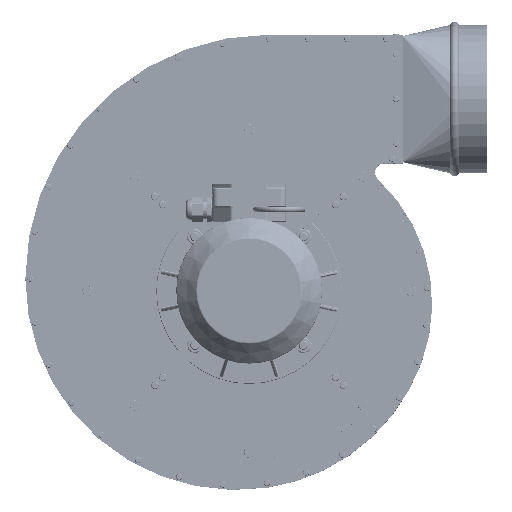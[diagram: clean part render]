
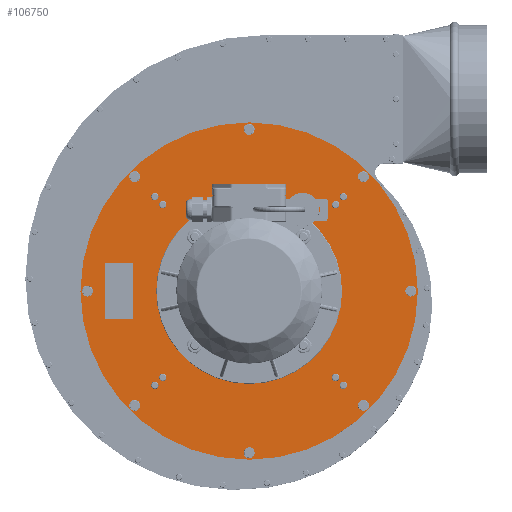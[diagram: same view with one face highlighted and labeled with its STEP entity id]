
A CAD part, top view. The second image highlights one B-rep face of the part: STEP entity #106750.
In plain terms, the highlighted planar face has unit normal (0, 0, 1).
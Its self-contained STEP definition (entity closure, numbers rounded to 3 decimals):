
#5096=FACE_BOUND('',#15299,.T.);
#5097=FACE_BOUND('',#15300,.T.);
#5098=FACE_BOUND('',#15301,.T.);
#5099=FACE_BOUND('',#15302,.T.);
#5100=FACE_BOUND('',#15303,.T.);
#5101=FACE_BOUND('',#15304,.T.);
#5102=FACE_BOUND('',#15305,.T.);
#5103=FACE_BOUND('',#15306,.T.);
#5104=FACE_BOUND('',#15307,.T.);
#5105=FACE_BOUND('',#15308,.T.);
#5106=FACE_BOUND('',#15309,.T.);
#5107=FACE_BOUND('',#15310,.T.);
#5108=FACE_BOUND('',#15311,.T.);
#5109=FACE_BOUND('',#15312,.T.);
#5110=FACE_BOUND('',#15313,.T.);
#5111=FACE_BOUND('',#15314,.T.);
#5112=FACE_BOUND('',#15315,.T.);
#5113=FACE_BOUND('',#15316,.T.);
#5114=FACE_BOUND('',#15317,.T.);
#5115=FACE_BOUND('',#15318,.T.);
#5116=FACE_BOUND('',#15319,.T.);
#6120=PLANE('',#113185);
#9097=FACE_OUTER_BOUND('',#15298,.T.);
#15298=EDGE_LOOP('',(#68206));
#15299=EDGE_LOOP('',(#68207));
#15300=EDGE_LOOP('',(#68208));
#15301=EDGE_LOOP('',(#68209));
#15302=EDGE_LOOP('',(#68210));
#15303=EDGE_LOOP('',(#68211));
#15304=EDGE_LOOP('',(#68212));
#15305=EDGE_LOOP('',(#68213));
#15306=EDGE_LOOP('',(#68214));
#15307=EDGE_LOOP('',(#68215));
#15308=EDGE_LOOP('',(#68216));
#15309=EDGE_LOOP('',(#68217));
#15310=EDGE_LOOP('',(#68218));
#15311=EDGE_LOOP('',(#68219));
#15312=EDGE_LOOP('',(#68220));
#15313=EDGE_LOOP('',(#68221));
#15314=EDGE_LOOP('',(#68222));
#15315=EDGE_LOOP('',(#68223));
#15316=EDGE_LOOP('',(#68224));
#15317=EDGE_LOOP('',(#68225));
#15318=EDGE_LOOP('',(#68226));
#15319=EDGE_LOOP('',(#68227));
#38839=CIRCLE('',#113120,2.15);
#38841=CIRCLE('',#113123,2.15);
#38843=CIRCLE('',#113126,2.15);
#38845=CIRCLE('',#113129,2.15);
#38847=CIRCLE('',#113132,2.15);
#38849=CIRCLE('',#113135,2.15);
#38851=CIRCLE('',#113138,2.15);
#38853=CIRCLE('',#113141,2.15);
#38855=CIRCLE('',#113144,3.25);
#38857=CIRCLE('',#113147,3.25);
#38859=CIRCLE('',#113150,3.25);
#38861=CIRCLE('',#113153,3.25);
#38863=CIRCLE('',#113156,3.25);
#38865=CIRCLE('',#113159,3.25);
#38867=CIRCLE('',#113162,3.25);
#38869=CIRCLE('',#113165,3.25);
#38871=CIRCLE('',#113168,5.5);
#38873=CIRCLE('',#113171,5.5);
#38875=CIRCLE('',#113174,5.5);
#38877=CIRCLE('',#113177,5.5);
#38879=CIRCLE('',#113180,65.25);
#38882=CIRCLE('',#113184,181.5);
#42813=VERTEX_POINT('',#149345);
#42815=VERTEX_POINT('',#149351);
#42817=VERTEX_POINT('',#149357);
#42819=VERTEX_POINT('',#149363);
#42821=VERTEX_POINT('',#149369);
#42823=VERTEX_POINT('',#149375);
#42825=VERTEX_POINT('',#149381);
#42827=VERTEX_POINT('',#149387);
#42829=VERTEX_POINT('',#149393);
#42831=VERTEX_POINT('',#149399);
#42833=VERTEX_POINT('',#149405);
#42835=VERTEX_POINT('',#149411);
#42837=VERTEX_POINT('',#149417);
#42839=VERTEX_POINT('',#149423);
#42841=VERTEX_POINT('',#149429);
#42843=VERTEX_POINT('',#149435);
#42845=VERTEX_POINT('',#149441);
#42847=VERTEX_POINT('',#149447);
#42849=VERTEX_POINT('',#149453);
#42851=VERTEX_POINT('',#149459);
#42853=VERTEX_POINT('',#149465);
#42856=VERTEX_POINT('',#149473);
#52769=EDGE_CURVE('',#42813,#42813,#38839,.T.);
#52772=EDGE_CURVE('',#42815,#42815,#38841,.T.);
#52775=EDGE_CURVE('',#42817,#42817,#38843,.T.);
#52778=EDGE_CURVE('',#42819,#42819,#38845,.T.);
#52781=EDGE_CURVE('',#42821,#42821,#38847,.T.);
#52784=EDGE_CURVE('',#42823,#42823,#38849,.T.);
#52787=EDGE_CURVE('',#42825,#42825,#38851,.T.);
#52790=EDGE_CURVE('',#42827,#42827,#38853,.T.);
#52793=EDGE_CURVE('',#42829,#42829,#38855,.T.);
#52796=EDGE_CURVE('',#42831,#42831,#38857,.T.);
#52799=EDGE_CURVE('',#42833,#42833,#38859,.T.);
#52802=EDGE_CURVE('',#42835,#42835,#38861,.T.);
#52805=EDGE_CURVE('',#42837,#42837,#38863,.T.);
#52808=EDGE_CURVE('',#42839,#42839,#38865,.T.);
#52811=EDGE_CURVE('',#42841,#42841,#38867,.T.);
#52814=EDGE_CURVE('',#42843,#42843,#38869,.T.);
#52817=EDGE_CURVE('',#42845,#42845,#38871,.T.);
#52820=EDGE_CURVE('',#42847,#42847,#38873,.T.);
#52823=EDGE_CURVE('',#42849,#42849,#38875,.T.);
#52826=EDGE_CURVE('',#42851,#42851,#38877,.T.);
#52829=EDGE_CURVE('',#42853,#42853,#38879,.T.);
#52834=EDGE_CURVE('',#42856,#42856,#38882,.T.);
#68206=ORIENTED_EDGE('',*,*,#52834,.F.);
#68207=ORIENTED_EDGE('',*,*,#52769,.T.);
#68208=ORIENTED_EDGE('',*,*,#52772,.T.);
#68209=ORIENTED_EDGE('',*,*,#52775,.T.);
#68210=ORIENTED_EDGE('',*,*,#52778,.T.);
#68211=ORIENTED_EDGE('',*,*,#52781,.T.);
#68212=ORIENTED_EDGE('',*,*,#52784,.T.);
#68213=ORIENTED_EDGE('',*,*,#52787,.T.);
#68214=ORIENTED_EDGE('',*,*,#52790,.T.);
#68215=ORIENTED_EDGE('',*,*,#52793,.T.);
#68216=ORIENTED_EDGE('',*,*,#52796,.T.);
#68217=ORIENTED_EDGE('',*,*,#52799,.T.);
#68218=ORIENTED_EDGE('',*,*,#52802,.T.);
#68219=ORIENTED_EDGE('',*,*,#52805,.T.);
#68220=ORIENTED_EDGE('',*,*,#52808,.T.);
#68221=ORIENTED_EDGE('',*,*,#52811,.T.);
#68222=ORIENTED_EDGE('',*,*,#52814,.T.);
#68223=ORIENTED_EDGE('',*,*,#52817,.T.);
#68224=ORIENTED_EDGE('',*,*,#52820,.T.);
#68225=ORIENTED_EDGE('',*,*,#52823,.T.);
#68226=ORIENTED_EDGE('',*,*,#52826,.T.);
#68227=ORIENTED_EDGE('',*,*,#52829,.T.);
#106750=ADVANCED_FACE('',(#9097,#5096,#5097,#5098,#5099,#5100,#5101,#5102,
#5103,#5104,#5105,#5106,#5107,#5108,#5109,#5110,#5111,#5112,#5113,#5114,
#5115,#5116),#6120,.F.);
#113120=AXIS2_PLACEMENT_3D('',#149346,#122474,#122475);
#113123=AXIS2_PLACEMENT_3D('',#149352,#122481,#122482);
#113126=AXIS2_PLACEMENT_3D('',#149358,#122488,#122489);
#113129=AXIS2_PLACEMENT_3D('',#149364,#122495,#122496);
#113132=AXIS2_PLACEMENT_3D('',#149370,#122502,#122503);
#113135=AXIS2_PLACEMENT_3D('',#149376,#122509,#122510);
#113138=AXIS2_PLACEMENT_3D('',#149382,#122516,#122517);
#113141=AXIS2_PLACEMENT_3D('',#149388,#122523,#122524);
#113144=AXIS2_PLACEMENT_3D('',#149394,#122530,#122531);
#113147=AXIS2_PLACEMENT_3D('',#149400,#122537,#122538);
#113150=AXIS2_PLACEMENT_3D('',#149406,#122544,#122545);
#113153=AXIS2_PLACEMENT_3D('',#149412,#122551,#122552);
#113156=AXIS2_PLACEMENT_3D('',#149418,#122558,#122559);
#113159=AXIS2_PLACEMENT_3D('',#149424,#122565,#122566);
#113162=AXIS2_PLACEMENT_3D('',#149430,#122572,#122573);
#113165=AXIS2_PLACEMENT_3D('',#149436,#122579,#122580);
#113168=AXIS2_PLACEMENT_3D('',#149442,#122586,#122587);
#113171=AXIS2_PLACEMENT_3D('',#149448,#122593,#122594);
#113174=AXIS2_PLACEMENT_3D('',#149454,#122600,#122601);
#113177=AXIS2_PLACEMENT_3D('',#149460,#122607,#122608);
#113180=AXIS2_PLACEMENT_3D('',#149466,#122614,#122615);
#113184=AXIS2_PLACEMENT_3D('',#149475,#122624,#122625);
#113185=AXIS2_PLACEMENT_3D('',#149476,#122626,#122627);
#122474=DIRECTION('center_axis',(0.,0.,-1.));
#122475=DIRECTION('ref_axis',(0.,1.,0.));
#122481=DIRECTION('center_axis',(0.,0.,-1.));
#122482=DIRECTION('ref_axis',(0.,1.,0.));
#122488=DIRECTION('center_axis',(0.,0.,-1.));
#122489=DIRECTION('ref_axis',(-1.,0.,0.));
#122495=DIRECTION('center_axis',(0.,0.,-1.));
#122496=DIRECTION('ref_axis',(-1.,0.,0.));
#122502=DIRECTION('center_axis',(0.,0.,-1.));
#122503=DIRECTION('ref_axis',(0.,-1.,0.));
#122509=DIRECTION('center_axis',(0.,0.,-1.));
#122510=DIRECTION('ref_axis',(0.,-1.,0.));
#122516=DIRECTION('center_axis',(0.,0.,-1.));
#122517=DIRECTION('ref_axis',(1.,0.,0.));
#122523=DIRECTION('center_axis',(0.,0.,-1.));
#122524=DIRECTION('ref_axis',(1.,0.,0.));
#122530=DIRECTION('center_axis',(0.,0.,-1.));
#122531=DIRECTION('ref_axis',(1.,0.,0.));
#122537=DIRECTION('center_axis',(0.,0.,-1.));
#122538=DIRECTION('ref_axis',(1.,0.,0.));
#122544=DIRECTION('center_axis',(0.,0.,-1.));
#122545=DIRECTION('ref_axis',(1.,0.,0.));
#122551=DIRECTION('center_axis',(0.,0.,-1.));
#122552=DIRECTION('ref_axis',(1.,0.,0.));
#122558=DIRECTION('center_axis',(0.,0.,-1.));
#122559=DIRECTION('ref_axis',(1.,0.,0.));
#122565=DIRECTION('center_axis',(0.,0.,-1.));
#122566=DIRECTION('ref_axis',(1.,0.,0.));
#122572=DIRECTION('center_axis',(0.,0.,-1.));
#122573=DIRECTION('ref_axis',(1.,0.,0.));
#122579=DIRECTION('center_axis',(0.,0.,-1.));
#122580=DIRECTION('ref_axis',(1.,0.,0.));
#122586=DIRECTION('center_axis',(0.,0.,-1.));
#122587=DIRECTION('ref_axis',(1.,0.,0.));
#122593=DIRECTION('center_axis',(0.,0.,-1.));
#122594=DIRECTION('ref_axis',(1.,0.,0.));
#122600=DIRECTION('center_axis',(0.,0.,-1.));
#122601=DIRECTION('ref_axis',(1.,0.,0.));
#122607=DIRECTION('center_axis',(0.,0.,-1.));
#122608=DIRECTION('ref_axis',(1.,0.,0.));
#122614=DIRECTION('center_axis',(0.,0.,-1.));
#122615=DIRECTION('ref_axis',(-1.,0.,0.));
#122624=DIRECTION('center_axis',(0.,0.,-1.));
#122625=DIRECTION('ref_axis',(-1.,0.,0.));
#122626=DIRECTION('center_axis',(0.,0.,-1.));
#122627=DIRECTION('ref_axis',(-1.,0.,0.));
#149345=CARTESIAN_POINT('',(92.985,-95.135,0.));
#149346=CARTESIAN_POINT('Origin',(92.985,-92.985,0.));
#149351=CARTESIAN_POINT('',(101.47,-103.62,0.));
#149352=CARTESIAN_POINT('Origin',(101.47,-101.47,0.));
#149357=CARTESIAN_POINT('',(95.135,92.985,0.));
#149358=CARTESIAN_POINT('Origin',(92.985,92.985,0.));
#149363=CARTESIAN_POINT('',(103.62,101.47,0.));
#149364=CARTESIAN_POINT('Origin',(101.47,101.47,0.));
#149369=CARTESIAN_POINT('',(-92.985,95.135,0.));
#149370=CARTESIAN_POINT('Origin',(-92.985,92.985,0.));
#149375=CARTESIAN_POINT('',(-101.47,103.62,0.));
#149376=CARTESIAN_POINT('Origin',(-101.47,101.47,0.));
#149381=CARTESIAN_POINT('',(-95.135,-92.985,0.));
#149382=CARTESIAN_POINT('Origin',(-92.985,-92.985,0.));
#149387=CARTESIAN_POINT('',(-103.62,-101.47,0.));
#149388=CARTESIAN_POINT('Origin',(-101.47,-101.47,0.));
#149393=CARTESIAN_POINT('',(170.75,0.,0.));
#149394=CARTESIAN_POINT('Origin',(174.,0.,0.));
#149399=CARTESIAN_POINT('',(-3.25,-174.,0.));
#149400=CARTESIAN_POINT('Origin',(0.,-174.,0.));
#149405=CARTESIAN_POINT('',(-177.25,0.,0.));
#149406=CARTESIAN_POINT('Origin',(-174.,0.,0.));
#149411=CARTESIAN_POINT('',(-3.25,174.,0.));
#149412=CARTESIAN_POINT('Origin',(0.,174.,0.));
#149417=CARTESIAN_POINT('',(-126.287,123.037,0.));
#149418=CARTESIAN_POINT('Origin',(-123.037,123.037,0.));
#149423=CARTESIAN_POINT('',(-126.287,-123.037,0.));
#149424=CARTESIAN_POINT('Origin',(-123.037,-123.037,0.));
#149429=CARTESIAN_POINT('',(119.787,-123.037,0.));
#149430=CARTESIAN_POINT('Origin',(123.037,-123.037,0.));
#149435=CARTESIAN_POINT('',(119.787,123.037,0.));
#149436=CARTESIAN_POINT('Origin',(123.037,123.037,0.));
#149441=CARTESIAN_POINT('',(52.836,-58.336,0.));
#149442=CARTESIAN_POINT('Origin',(58.336,-58.336,0.));
#149447=CARTESIAN_POINT('',(-63.836,58.336,0.));
#149448=CARTESIAN_POINT('Origin',(-58.336,58.336,0.));
#149453=CARTESIAN_POINT('',(-63.836,-58.336,0.));
#149454=CARTESIAN_POINT('Origin',(-58.336,-58.336,0.));
#149459=CARTESIAN_POINT('',(52.836,58.336,0.));
#149460=CARTESIAN_POINT('Origin',(58.336,58.336,0.));
#149465=CARTESIAN_POINT('',(65.25,0.,0.));
#149466=CARTESIAN_POINT('Origin',(0.,0.,0.));
#149473=CARTESIAN_POINT('',(181.5,0.,0.));
#149475=CARTESIAN_POINT('Origin',(0.,0.,0.));
#149476=CARTESIAN_POINT('Origin',(0.,0.,0.));
